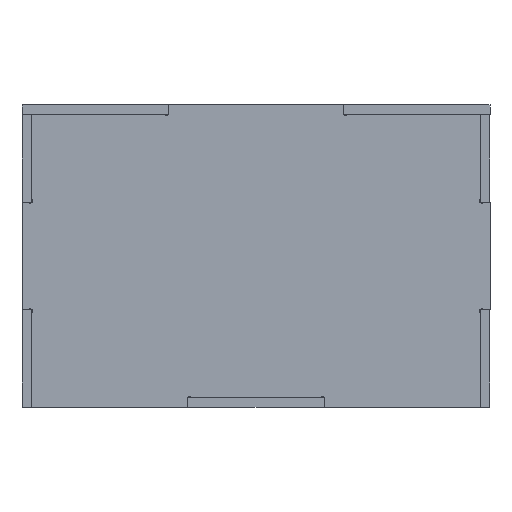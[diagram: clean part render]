
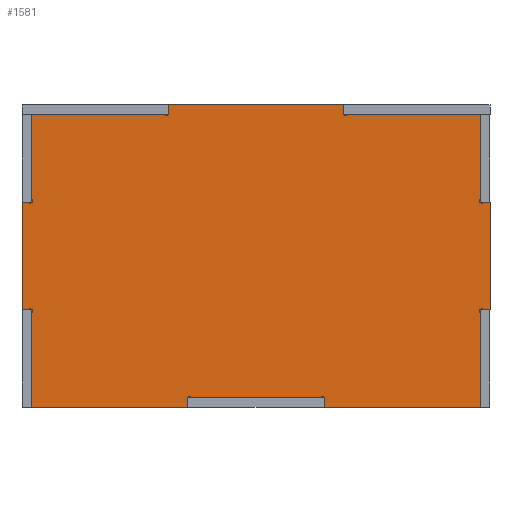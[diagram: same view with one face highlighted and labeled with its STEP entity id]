
A CAD part, front view. The second image highlights one B-rep face of the part: STEP entity #1581.
In plain terms, the highlighted planar face has unit normal (0, -1, 0).
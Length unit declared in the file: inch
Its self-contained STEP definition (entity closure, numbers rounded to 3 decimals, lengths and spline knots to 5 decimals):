
#61=PLANE('',#1746);
#135=FACE_OUTER_BOUND('',#221,.T.);
#221=EDGE_LOOP('',(#1177,#1178,#1179,#1180,#1181,#1182,#1183,#1184,#1185,
#1186,#1187,#1188,#1189,#1190,#1191,#1192,#1193,#1194,#1195,#1196,#1197,
#1198,#1199,#1200,#1201,#1202,#1203,#1204));
#315=LINE('',#2378,#503);
#319=LINE('',#2388,#507);
#323=LINE('',#2398,#511);
#327=LINE('',#2408,#515);
#330=LINE('',#2416,#518);
#334=LINE('',#2426,#522);
#338=LINE('',#2436,#526);
#342=LINE('',#2445,#530);
#343=LINE('',#2447,#531);
#344=LINE('',#2448,#532);
#345=LINE('',#2450,#533);
#346=LINE('',#2451,#534);
#347=LINE('',#2453,#535);
#348=LINE('',#2454,#536);
#349=LINE('',#2456,#537);
#350=LINE('',#2458,#538);
#351=LINE('',#2459,#539);
#352=LINE('',#2460,#540);
#353=LINE('',#2462,#541);
#354=LINE('',#2463,#542);
#503=VECTOR('',#1899,0.39173);
#507=VECTOR('',#1909,0.39173);
#511=VECTOR('',#1919,0.39173);
#515=VECTOR('',#1929,0.39173);
#518=VECTOR('',#1938,0.39173);
#522=VECTOR('',#1948,0.39173);
#526=VECTOR('',#1958,0.39173);
#530=VECTOR('',#1968,0.39173);
#531=VECTOR('',#1969,0.39173);
#532=VECTOR('',#1970,0.39173);
#533=VECTOR('',#1971,0.39173);
#534=VECTOR('',#1972,0.39173);
#535=VECTOR('',#1973,0.39173);
#536=VECTOR('',#1974,0.39173);
#537=VECTOR('',#1975,0.39173);
#538=VECTOR('',#1976,0.39173);
#539=VECTOR('',#1977,0.39173);
#540=VECTOR('',#1978,0.39173);
#541=VECTOR('',#1979,0.39173);
#542=VECTOR('',#1980,0.39173);
#669=CIRCLE('',#1715,0.125);
#678=CIRCLE('',#1727,0.125);
#679=CIRCLE('',#1730,0.125);
#680=CIRCLE('',#1733,0.125);
#681=CIRCLE('',#1736,0.125);
#682=CIRCLE('',#1739,0.125);
#683=CIRCLE('',#1742,0.125);
#684=CIRCLE('',#1745,0.125);
#709=VERTEX_POINT('',#2314);
#710=VERTEX_POINT('',#2315);
#739=VERTEX_POINT('',#2377);
#740=VERTEX_POINT('',#2381);
#741=VERTEX_POINT('',#2383);
#742=VERTEX_POINT('',#2387);
#743=VERTEX_POINT('',#2391);
#744=VERTEX_POINT('',#2392);
#745=VERTEX_POINT('',#2397);
#746=VERTEX_POINT('',#2401);
#747=VERTEX_POINT('',#2402);
#748=VERTEX_POINT('',#2407);
#749=VERTEX_POINT('',#2411);
#750=VERTEX_POINT('',#2415);
#751=VERTEX_POINT('',#2419);
#752=VERTEX_POINT('',#2420);
#753=VERTEX_POINT('',#2425);
#754=VERTEX_POINT('',#2429);
#755=VERTEX_POINT('',#2430);
#756=VERTEX_POINT('',#2435);
#757=VERTEX_POINT('',#2439);
#758=VERTEX_POINT('',#2441);
#759=VERTEX_POINT('',#2446);
#760=VERTEX_POINT('',#2449);
#761=VERTEX_POINT('',#2452);
#762=VERTEX_POINT('',#2455);
#763=VERTEX_POINT('',#2457);
#764=VERTEX_POINT('',#2461);
#861=EDGE_CURVE('',#709,#710,#669,.T.);
#892=EDGE_CURVE('',#709,#739,#315,.T.);
#895=EDGE_CURVE('',#741,#740,#678,.T.);
#897=EDGE_CURVE('',#741,#742,#319,.T.);
#899=EDGE_CURVE('',#743,#744,#679,.T.);
#902=EDGE_CURVE('',#743,#745,#323,.T.);
#904=EDGE_CURVE('',#746,#747,#680,.T.);
#907=EDGE_CURVE('',#748,#746,#327,.T.);
#909=EDGE_CURVE('',#749,#748,#681,.T.);
#911=EDGE_CURVE('',#750,#749,#330,.T.);
#913=EDGE_CURVE('',#751,#752,#682,.T.);
#916=EDGE_CURVE('',#753,#751,#334,.T.);
#918=EDGE_CURVE('',#754,#755,#683,.T.);
#921=EDGE_CURVE('',#756,#754,#338,.T.);
#925=EDGE_CURVE('',#757,#758,#684,.T.);
#926=EDGE_CURVE('',#742,#710,#342,.T.);
#927=EDGE_CURVE('',#740,#759,#343,.T.);
#928=EDGE_CURVE('',#745,#759,#344,.T.);
#929=EDGE_CURVE('',#760,#744,#345,.T.);
#930=EDGE_CURVE('',#760,#750,#346,.T.);
#931=EDGE_CURVE('',#747,#761,#347,.T.);
#932=EDGE_CURVE('',#761,#753,#348,.T.);
#933=EDGE_CURVE('',#752,#762,#349,.T.);
#934=EDGE_CURVE('',#762,#763,#350,.T.);
#935=EDGE_CURVE('',#757,#763,#351,.T.);
#936=EDGE_CURVE('',#756,#758,#352,.T.);
#937=EDGE_CURVE('',#755,#764,#353,.T.);
#938=EDGE_CURVE('',#739,#764,#354,.T.);
#1177=ORIENTED_EDGE('',*,*,#861,.T.);
#1178=ORIENTED_EDGE('',*,*,#926,.F.);
#1179=ORIENTED_EDGE('',*,*,#897,.F.);
#1180=ORIENTED_EDGE('',*,*,#895,.T.);
#1181=ORIENTED_EDGE('',*,*,#927,.T.);
#1182=ORIENTED_EDGE('',*,*,#928,.F.);
#1183=ORIENTED_EDGE('',*,*,#902,.F.);
#1184=ORIENTED_EDGE('',*,*,#899,.T.);
#1185=ORIENTED_EDGE('',*,*,#929,.F.);
#1186=ORIENTED_EDGE('',*,*,#930,.T.);
#1187=ORIENTED_EDGE('',*,*,#911,.T.);
#1188=ORIENTED_EDGE('',*,*,#909,.T.);
#1189=ORIENTED_EDGE('',*,*,#907,.T.);
#1190=ORIENTED_EDGE('',*,*,#904,.T.);
#1191=ORIENTED_EDGE('',*,*,#931,.T.);
#1192=ORIENTED_EDGE('',*,*,#932,.T.);
#1193=ORIENTED_EDGE('',*,*,#916,.T.);
#1194=ORIENTED_EDGE('',*,*,#913,.T.);
#1195=ORIENTED_EDGE('',*,*,#933,.T.);
#1196=ORIENTED_EDGE('',*,*,#934,.T.);
#1197=ORIENTED_EDGE('',*,*,#935,.F.);
#1198=ORIENTED_EDGE('',*,*,#925,.T.);
#1199=ORIENTED_EDGE('',*,*,#936,.F.);
#1200=ORIENTED_EDGE('',*,*,#921,.T.);
#1201=ORIENTED_EDGE('',*,*,#918,.T.);
#1202=ORIENTED_EDGE('',*,*,#937,.T.);
#1203=ORIENTED_EDGE('',*,*,#938,.F.);
#1204=ORIENTED_EDGE('',*,*,#892,.F.);
#1581=ADVANCED_FACE('',(#135),#61,.F.);
#1715=AXIS2_PLACEMENT_3D('',#2316,#1855,#1856);
#1727=AXIS2_PLACEMENT_3D('',#2384,#1904,#1905);
#1730=AXIS2_PLACEMENT_3D('',#2393,#1913,#1914);
#1733=AXIS2_PLACEMENT_3D('',#2403,#1923,#1924);
#1736=AXIS2_PLACEMENT_3D('',#2412,#1933,#1934);
#1739=AXIS2_PLACEMENT_3D('',#2421,#1942,#1943);
#1742=AXIS2_PLACEMENT_3D('',#2431,#1952,#1953);
#1745=AXIS2_PLACEMENT_3D('',#2443,#1964,#1965);
#1746=AXIS2_PLACEMENT_3D('',#2444,#1966,#1967);
#1855=DIRECTION('center_axis',(0.,1.,0.));
#1856=DIRECTION('ref_axis',(1.,0.,0.));
#1899=DIRECTION('',(0.,0.,1.));
#1904=DIRECTION('center_axis',(0.,1.,0.));
#1905=DIRECTION('ref_axis',(1.,0.,0.));
#1909=DIRECTION('',(0.,0.,1.));
#1913=DIRECTION('center_axis',(0.,1.,0.));
#1914=DIRECTION('ref_axis',(1.,0.,0.));
#1919=DIRECTION('',(-1.,0.,0.));
#1923=DIRECTION('center_axis',(0.,1.,0.));
#1924=DIRECTION('ref_axis',(1.,0.,0.));
#1929=DIRECTION('',(1.,0.,0.));
#1933=DIRECTION('center_axis',(0.,1.,0.));
#1934=DIRECTION('ref_axis',(1.,0.,0.));
#1938=DIRECTION('',(0.,0.,1.));
#1942=DIRECTION('center_axis',(0.,1.,0.));
#1943=DIRECTION('ref_axis',(1.,0.,0.));
#1948=DIRECTION('',(0.,0.,1.));
#1952=DIRECTION('center_axis',(0.,1.,0.));
#1953=DIRECTION('ref_axis',(1.,0.,0.));
#1958=DIRECTION('',(-1.,0.,0.));
#1964=DIRECTION('center_axis',(0.,1.,0.));
#1965=DIRECTION('ref_axis',(1.,0.,0.));
#1966=DIRECTION('center_axis',(0.,1.,0.));
#1967=DIRECTION('ref_axis',(1.,0.,0.));
#1968=DIRECTION('',(1.,0.,0.));
#1969=DIRECTION('',(-1.,0.,0.));
#1970=DIRECTION('',(0.,0.,1.));
#1971=DIRECTION('',(0.,0.,1.));
#1972=DIRECTION('',(1.,0.,0.));
#1973=DIRECTION('',(0.,0.,-1.));
#1974=DIRECTION('',(1.,0.,0.));
#1975=DIRECTION('',(1.,0.,0.));
#1976=DIRECTION('',(0.,0.,1.));
#1977=DIRECTION('',(1.,0.,0.));
#1978=DIRECTION('',(0.,0.,-1.));
#1979=DIRECTION('',(0.,0.,1.));
#1980=DIRECTION('',(1.,0.,0.));
#2314=CARTESIAN_POINT('',(7.01189,0.00875,15.17928));
#2315=CARTESIAN_POINT('',(6.83511,0.00875,15.0025));
#2316=CARTESIAN_POINT('Origin',(6.9235,0.00875,15.09089));
#2377=CARTESIAN_POINT('',(7.01189,0.00875,15.5));
#2378=CARTESIAN_POINT('',(7.01189,0.00875,15.0025));
#2381=CARTESIAN_POINT('',(-0.12989,0.00875,10.525));
#2383=CARTESIAN_POINT('',(0.04689,0.00875,10.70178));
#2384=CARTESIAN_POINT('Origin',(-0.0415,0.00875,
10.61339));
#2387=CARTESIAN_POINT('',(0.04689,0.00875,15.0025));
#2388=CARTESIAN_POINT('',(0.04689,0.00875,10.525));
#2391=CARTESIAN_POINT('',(-0.12989,0.00875,5.0525));
#2392=CARTESIAN_POINT('',(0.04689,0.00875,4.87572));
#2393=CARTESIAN_POINT('Origin',(-0.0415,0.00875,
4.96411));
#2397=CARTESIAN_POINT('',(-0.45061,0.00875,5.0525));
#2398=CARTESIAN_POINT('',(0.04689,0.00875,5.0525));
#2401=CARTESIAN_POINT('',(14.79511,0.00875,0.575));
#2402=CARTESIAN_POINT('',(14.97189,0.00875,0.39822));
#2403=CARTESIAN_POINT('Origin',(14.8835,0.00875,0.48661));
#2407=CARTESIAN_POINT('',(8.18367,0.00875,0.575));
#2408=CARTESIAN_POINT('',(8.00689,0.00875,0.575));
#2411=CARTESIAN_POINT('',(8.00689,0.00875,0.39822));
#2412=CARTESIAN_POINT('Origin',(8.09528,0.00875,0.48661));
#2415=CARTESIAN_POINT('',(8.00689,0.00875,0.0775));
#2416=CARTESIAN_POINT('',(8.00689,0.00875,0.0775));
#2419=CARTESIAN_POINT('',(22.93189,0.00875,4.87572));
#2420=CARTESIAN_POINT('',(23.10867,0.00875,5.0525));
#2421=CARTESIAN_POINT('Origin',(23.02028,0.00875,4.96411));
#2425=CARTESIAN_POINT('',(22.93189,0.00875,0.0775));
#2426=CARTESIAN_POINT('',(22.93189,0.00875,0.0775));
#2429=CARTESIAN_POINT('',(16.14367,0.00875,15.0025));
#2430=CARTESIAN_POINT('',(15.96689,0.00875,15.17928));
#2431=CARTESIAN_POINT('Origin',(16.05528,0.00875,15.09089));
#2435=CARTESIAN_POINT('',(22.93189,0.00875,15.0025));
#2436=CARTESIAN_POINT('',(22.93189,0.00875,15.0025));
#2439=CARTESIAN_POINT('',(23.10867,0.00875,10.525));
#2441=CARTESIAN_POINT('',(22.93189,0.00875,10.70178));
#2443=CARTESIAN_POINT('Origin',(23.02028,0.00875,10.61339));
#2444=CARTESIAN_POINT('Origin',(11.48939,0.00875,7.78875));
#2445=CARTESIAN_POINT('',(0.04689,0.00875,15.0025));
#2446=CARTESIAN_POINT('',(-0.45061,0.00875,10.525));
#2447=CARTESIAN_POINT('',(0.04689,0.00875,10.525));
#2448=CARTESIAN_POINT('',(-0.45061,0.00875,5.0525));
#2449=CARTESIAN_POINT('',(0.04689,0.00875,0.0775));
#2450=CARTESIAN_POINT('',(0.04689,0.00875,0.0775));
#2451=CARTESIAN_POINT('',(0.04689,0.00875,0.0775));
#2452=CARTESIAN_POINT('',(14.97189,0.00875,0.0775));
#2453=CARTESIAN_POINT('',(14.97189,0.00875,0.575));
#2454=CARTESIAN_POINT('',(14.97189,0.00875,0.0775));
#2455=CARTESIAN_POINT('',(23.42939,0.00875,5.0525));
#2456=CARTESIAN_POINT('',(22.93189,0.00875,5.0525));
#2457=CARTESIAN_POINT('',(23.42939,0.00875,10.525));
#2458=CARTESIAN_POINT('',(23.42939,0.00875,5.0525));
#2459=CARTESIAN_POINT('',(22.93189,0.00875,10.525));
#2460=CARTESIAN_POINT('',(22.93189,0.00875,15.0025));
#2461=CARTESIAN_POINT('',(15.96689,0.00875,15.5));
#2462=CARTESIAN_POINT('',(15.96689,0.00875,15.0025));
#2463=CARTESIAN_POINT('',(7.01189,0.00875,15.5));
